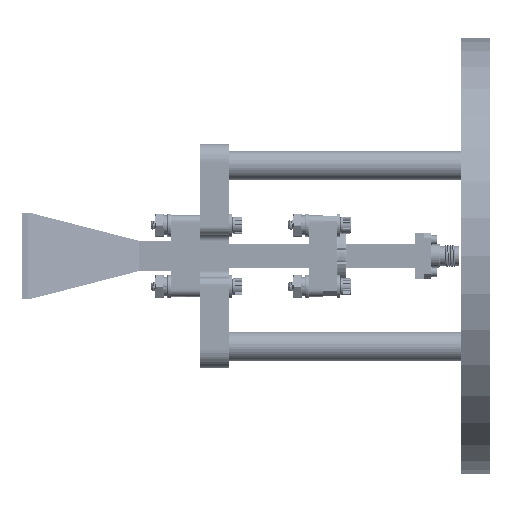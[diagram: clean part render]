
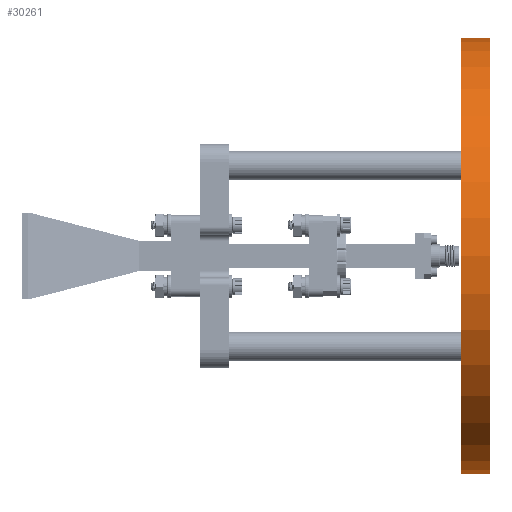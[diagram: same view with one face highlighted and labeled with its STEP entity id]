
A CAD part, left-side view. The second image highlights one B-rep face of the part: STEP entity #30261.
In plain terms, the highlighted cylindrical face has radius 60 mm (diameter 120 mm), a partial arc.
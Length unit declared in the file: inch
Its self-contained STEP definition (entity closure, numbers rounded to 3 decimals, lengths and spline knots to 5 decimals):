
#2124 = ORIENTED_EDGE ( 'NONE', *, *, #74734, .T. ) ;
#7623 = AXIS2_PLACEMENT_3D ( 'NONE', #20880, #27226, #51781 ) ;
#10514 = DIRECTION ( 'NONE',  ( 0., 1., 0. ) ) ;
#10623 = EDGE_LOOP ( 'NONE', ( #25306, #10947, #2124, #55657 ) ) ;
#10947 = ORIENTED_EDGE ( 'NONE', *, *, #75075, .F. ) ;
#11946 = VERTEX_POINT ( 'NONE', #77917 ) ;
#12993 = AXIS2_PLACEMENT_3D ( 'NONE', #52910, #10514, #29142 ) ;
#13731 = CYLINDRICAL_SURFACE ( 'NONE', #64189, 2.3622 ) ;
#13953 = CIRCLE ( 'NONE', #7623, 2.3622 ) ;
#14404 = CARTESIAN_POINT ( 'NONE',  ( 0., 0.31496, 2.3622 ) ) ;
#18744 = CARTESIAN_POINT ( 'NONE',  ( 0., 0.31496, -2.3622 ) ) ;
#20880 = CARTESIAN_POINT ( 'NONE',  ( 0., 0., 0. ) ) ;
#22592 = CARTESIAN_POINT ( 'NONE',  ( 0., 0.31496, -2.3622 ) ) ;
#25306 = ORIENTED_EDGE ( 'NONE', *, *, #51408, .F. ) ;
#27226 = DIRECTION ( 'NONE',  ( 0., 1., 0. ) ) ;
#27767 = DIRECTION ( 'NONE',  ( 0., -1., 0. ) ) ;
#29142 = DIRECTION ( 'NONE',  ( 0., 0., 1. ) ) ;
#30261 = ADVANCED_FACE ( 'NONE', ( #68405 ), #13731, .T. ) ;
#38313 = DIRECTION ( 'NONE',  ( 0., -1., 0. ) ) ;
#39612 = VECTOR ( 'NONE', #27767, 39.37008 ) ;
#45049 = CARTESIAN_POINT ( 'NONE',  ( 0., 0.31496, 0. ) ) ;
#50430 = LINE ( 'NONE', #55584, #67102 ) ;
#51086 = EDGE_CURVE ( 'NONE', #11946, #66126, #13953, .T. ) ;
#51408 = EDGE_CURVE ( 'NONE', #70634, #66126, #50430, .T. ) ;
#51781 = DIRECTION ( 'NONE',  ( 0., 0., 1. ) ) ;
#52346 = LINE ( 'NONE', #22592, #39612 ) ;
#52910 = CARTESIAN_POINT ( 'NONE',  ( 0., 0.31496, 0. ) ) ;
#54314 = CARTESIAN_POINT ( 'NONE',  ( 0., 0., 2.3622 ) ) ;
#54818 = CIRCLE ( 'NONE', #12993, 2.3622 ) ;
#55584 = CARTESIAN_POINT ( 'NONE',  ( 0., 0.31496, 2.3622 ) ) ;
#55657 = ORIENTED_EDGE ( 'NONE', *, *, #51086, .T. ) ;
#57306 = DIRECTION ( 'NONE',  ( 0., 0., -1. ) ) ;
#64189 = AXIS2_PLACEMENT_3D ( 'NONE', #45049, #38313, #57306 ) ;
#66126 = VERTEX_POINT ( 'NONE', #54314 ) ;
#67102 = VECTOR ( 'NONE', #73417, 39.37008 ) ;
#68405 = FACE_OUTER_BOUND ( 'NONE', #10623, .T. ) ;
#69196 = VERTEX_POINT ( 'NONE', #18744 ) ;
#70634 = VERTEX_POINT ( 'NONE', #14404 ) ;
#73417 = DIRECTION ( 'NONE',  ( 0., -1., 0. ) ) ;
#74734 = EDGE_CURVE ( 'NONE', #69196, #11946, #52346, .T. ) ;
#75075 = EDGE_CURVE ( 'NONE', #69196, #70634, #54818, .T. ) ;
#77917 = CARTESIAN_POINT ( 'NONE',  ( 0., 0., -2.3622 ) ) ;
